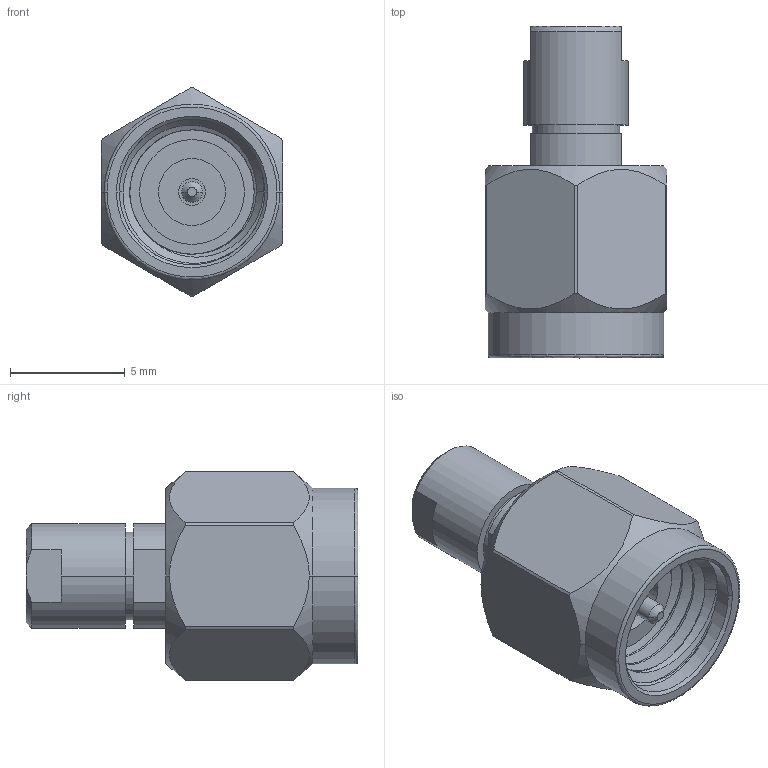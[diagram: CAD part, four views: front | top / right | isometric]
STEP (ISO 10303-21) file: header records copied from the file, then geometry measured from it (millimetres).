
FILE_DESCRIPTION (( 'STEP AP203' ), '1' );
FILE_NAME ('SMC292-0471.step', '2018-11-30T01:05:44', ( '' ), ( '' ), 'SwSTEP 2.0', 'SolidWorks 2017', '' );
FILE_SCHEMA (( 'CONFIG_CONTROL_DESIGN' ));
Length unit declared in the file: inch
Products named in the file (1): SMC292-0471
Bounding box: 7.94 x 14.48 x 9.09 mm (x, y, z)
Volume: 422.8 mm3; surface area: 597.1 mm2
Topology: 1 solids, 1 shells, 74 faces, 183 edges, 119 vertices
Faces by surface type: cylinder 34, plane 22, cone 13, bspline 5
Entity records: 3384 total; most frequent: CARTESIAN_POINT 1638, ORIENTED_EDGE 366, DIRECTION 332, EDGE_CURVE 183, AXIS2_PLACEMENT_3D 134, VERTEX_POINT 119, EDGE_LOOP 82, FACE_OUTER_BOUND 74
